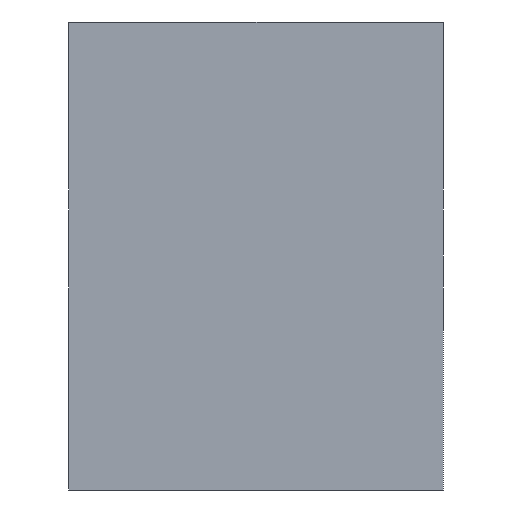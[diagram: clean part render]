
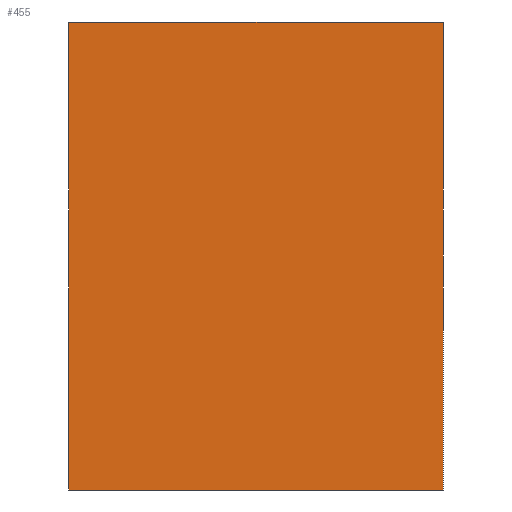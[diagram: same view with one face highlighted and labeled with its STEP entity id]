
A CAD part, left-side view. The second image highlights one B-rep face of the part: STEP entity #455.
In plain terms, the highlighted planar face has unit normal (-1, 0, 0).
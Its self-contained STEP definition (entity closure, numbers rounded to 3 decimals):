
#34=PLANE('',#520);
#53=FACE_OUTER_BOUND('',#78,.T.);
#78=EDGE_LOOP('',(#362,#363,#364,#365));
#139=LINE('',#746,#172);
#144=LINE('',#764,#177);
#145=LINE('',#766,#178);
#146=LINE('',#767,#179);
#172=VECTOR('',#619,10.);
#177=VECTOR('',#634,10.);
#178=VECTOR('',#635,10.);
#179=VECTOR('',#636,10.);
#222=VERTEX_POINT('',#743);
#223=VERTEX_POINT('',#745);
#231=VERTEX_POINT('',#763);
#232=VERTEX_POINT('',#765);
#275=EDGE_CURVE('',#223,#222,#139,.T.);
#284=EDGE_CURVE('',#222,#231,#144,.T.);
#285=EDGE_CURVE('',#232,#231,#145,.T.);
#286=EDGE_CURVE('',#223,#232,#146,.T.);
#362=ORIENTED_EDGE('',*,*,#284,.T.);
#363=ORIENTED_EDGE('',*,*,#285,.F.);
#364=ORIENTED_EDGE('',*,*,#286,.F.);
#365=ORIENTED_EDGE('',*,*,#275,.T.);
#455=ADVANCED_FACE('',(#53),#34,.T.);
#520=AXIS2_PLACEMENT_3D('',#762,#632,#633);
#619=DIRECTION('',(0.,-1.,0.));
#632=DIRECTION('center_axis',(-1.,0.,0.));
#633=DIRECTION('ref_axis',(0.,-1.,0.));
#634=DIRECTION('',(0.,0.,1.));
#635=DIRECTION('',(0.,-1.,0.));
#636=DIRECTION('',(0.,0.,1.));
#743=CARTESIAN_POINT('',(0.,45.,0.));
#745=CARTESIAN_POINT('',(0.,55.,0.));
#746=CARTESIAN_POINT('',(0.,65.,0.));
#762=CARTESIAN_POINT('Origin',(0.,65.,0.));
#763=CARTESIAN_POINT('',(0.,45.,12.5));
#764=CARTESIAN_POINT('',(0.,45.,3.125));
#765=CARTESIAN_POINT('',(0.,55.,12.5));
#766=CARTESIAN_POINT('',(0.,65.,12.5));
#767=CARTESIAN_POINT('',(0.,55.,3.125));
